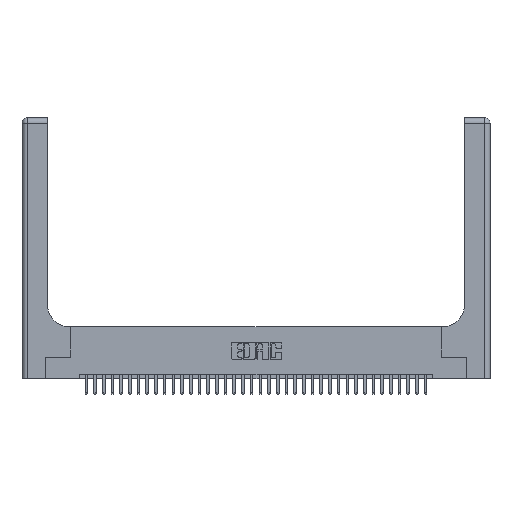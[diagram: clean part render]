
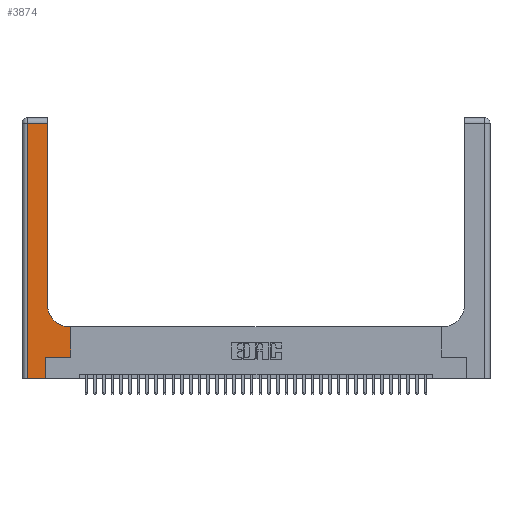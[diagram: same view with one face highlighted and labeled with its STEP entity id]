
A CAD part, top view. The second image highlights one B-rep face of the part: STEP entity #3874.
In plain terms, the highlighted planar face has unit normal (0, 0, 1).
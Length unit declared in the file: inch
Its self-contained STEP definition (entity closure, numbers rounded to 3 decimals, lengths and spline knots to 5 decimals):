
#203 = CARTESIAN_POINT ( 'NONE',  ( 0.2915, 2.94, 0.37 ) ) ;
#410 = DIRECTION ( 'NONE',  ( 0., 1., 0. ) ) ;
#610 = EDGE_CURVE ( 'NONE', #34927, #8001, #4197, .T. ) ;
#2624 = DIRECTION ( 'NONE',  ( -1., 0., 0. ) ) ;
#3318 = CARTESIAN_POINT ( 'NONE',  ( 0.06, 3., 0.37 ) ) ;
#3874 = ADVANCED_FACE ( 'NONE', ( #4550 ), #4827, .F. ) ;
#4197 = LINE ( 'NONE', #4689, #10433 ) ;
#4290 = ORIENTED_EDGE ( 'NONE', *, *, #610, .T. ) ;
#4550 = FACE_OUTER_BOUND ( 'NONE', #17646, .T. ) ;
#4575 = CARTESIAN_POINT ( 'NONE',  ( 0.269, 0., 0.37 ) ) ;
#4689 = CARTESIAN_POINT ( 'NONE',  ( 0., 2.94, 0.37 ) ) ;
#4743 = DIRECTION ( 'NONE',  ( 0., 0., -1. ) ) ;
#4827 = PLANE ( 'NONE',  #10535 ) ;
#4856 = EDGE_CURVE ( 'NONE', #32646, #27547, #5414, .T. ) ;
#4975 = CARTESIAN_POINT ( 'NONE',  ( 0.269, 0.25, 0.37 ) ) ;
#5414 = LINE ( 'NONE', #8629, #6250 ) ;
#5693 = LINE ( 'NONE', #17315, #7010 ) ;
#6250 = VECTOR ( 'NONE', #2624, 39.37008 ) ;
#7010 = VECTOR ( 'NONE', #410, 39.37008 ) ;
#7053 = DIRECTION ( 'NONE',  ( 0., 1., 0. ) ) ;
#7966 = CARTESIAN_POINT ( 'NONE',  ( 0.269, 0., 0.37 ) ) ;
#8001 = VERTEX_POINT ( 'NONE', #25510 ) ;
#8141 = ORIENTED_EDGE ( 'NONE', *, *, #4856, .T. ) ;
#8285 = CARTESIAN_POINT ( 'NONE',  ( 0.2915, 0.85, 0.37 ) ) ;
#8307 = EDGE_CURVE ( 'NONE', #23210, #24436, #29772, .T. ) ;
#8629 = CARTESIAN_POINT ( 'NONE',  ( 0.2915, 0.6, 0.37 ) ) ;
#8771 = ORIENTED_EDGE ( 'NONE', *, *, #8307, .T. ) ;
#9463 = VECTOR ( 'NONE', #16826, 39.37008 ) ;
#10433 = VECTOR ( 'NONE', #27891, 39.37008 ) ;
#10535 = AXIS2_PLACEMENT_3D ( 'NONE', #21887, #24930, #24781 ) ;
#10673 = ORIENTED_EDGE ( 'NONE', *, *, #30617, .T. ) ;
#12244 = VECTOR ( 'NONE', #7053, 39.37008 ) ;
#12841 = VECTOR ( 'NONE', #24486, 39.37008 ) ;
#12966 = CARTESIAN_POINT ( 'NONE',  ( 0.2915, 3., 0.37 ) ) ;
#13141 = EDGE_CURVE ( 'NONE', #27547, #18903, #20561, .T. ) ;
#14226 = ORIENTED_EDGE ( 'NONE', *, *, #22587, .T. ) ;
#15380 = LINE ( 'NONE', #4575, #12244 ) ;
#16621 = VECTOR ( 'NONE', #31617, 39.37008 ) ;
#16826 = DIRECTION ( 'NONE',  ( 1., 0., 0. ) ) ;
#17058 = CARTESIAN_POINT ( 'NONE',  ( 0., 0., 0.37 ) ) ;
#17086 = LINE ( 'NONE', #17058, #9463 ) ;
#17137 = ORIENTED_EDGE ( 'NONE', *, *, #13141, .T. ) ;
#17293 = EDGE_CURVE ( 'NONE', #24436, #32646, #5693, .T. ) ;
#17315 = CARTESIAN_POINT ( 'NONE',  ( 0.5585, 0.25, 0.37 ) ) ;
#17646 = EDGE_LOOP ( 'NONE', ( #14226, #4290, #10673, #25788, #31323, #8771, #33763, #8141, #17137 ) ) ;
#17813 = VECTOR ( 'NONE', #24707, 39.37008 ) ;
#18716 = CARTESIAN_POINT ( 'NONE',  ( 0.269, 0.25, 0.37 ) ) ;
#18903 = VERTEX_POINT ( 'NONE', #8285 ) ;
#20561 = CIRCLE ( 'NONE', #29365, 0.25 ) ;
#21412 = LINE ( 'NONE', #12966, #17813 ) ;
#21887 = CARTESIAN_POINT ( 'NONE',  ( 0., 3., 0.37 ) ) ;
#22587 = EDGE_CURVE ( 'NONE', #18903, #34927, #21412, .T. ) ;
#23210 = VERTEX_POINT ( 'NONE', #4975 ) ;
#24436 = VERTEX_POINT ( 'NONE', #32920 ) ;
#24486 = DIRECTION ( 'NONE',  ( 1., 0., 0. ) ) ;
#24707 = DIRECTION ( 'NONE',  ( 0., 1., 0. ) ) ;
#24781 = DIRECTION ( 'NONE',  ( -1., 0., 0. ) ) ;
#24930 = DIRECTION ( 'NONE',  ( 0., 0., -1. ) ) ;
#25411 = CARTESIAN_POINT ( 'NONE',  ( 0.06, 0., 0.37 ) ) ;
#25510 = CARTESIAN_POINT ( 'NONE',  ( 0.06, 2.94, 0.37 ) ) ;
#25788 = ORIENTED_EDGE ( 'NONE', *, *, #30569, .T. ) ;
#25897 = VERTEX_POINT ( 'NONE', #25411 ) ;
#27547 = VERTEX_POINT ( 'NONE', #34753 ) ;
#27832 = EDGE_CURVE ( 'NONE', #29184, #23210, #15380, .T. ) ;
#27891 = DIRECTION ( 'NONE',  ( -1., 0., 0. ) ) ;
#28408 = CARTESIAN_POINT ( 'NONE',  ( 0.5415, 0.85, 0.37 ) ) ;
#29184 = VERTEX_POINT ( 'NONE', #7966 ) ;
#29365 = AXIS2_PLACEMENT_3D ( 'NONE', #28408, #4743, #36294 ) ;
#29772 = LINE ( 'NONE', #18716, #12841 ) ;
#30001 = CARTESIAN_POINT ( 'NONE',  ( 0.5585, 0.6, 0.37 ) ) ;
#30569 = EDGE_CURVE ( 'NONE', #25897, #29184, #17086, .T. ) ;
#30617 = EDGE_CURVE ( 'NONE', #8001, #25897, #36273, .T. ) ;
#31323 = ORIENTED_EDGE ( 'NONE', *, *, #27832, .T. ) ;
#31617 = DIRECTION ( 'NONE',  ( 0., -1., 0. ) ) ;
#32646 = VERTEX_POINT ( 'NONE', #30001 ) ;
#32920 = CARTESIAN_POINT ( 'NONE',  ( 0.5585, 0.25, 0.37 ) ) ;
#33763 = ORIENTED_EDGE ( 'NONE', *, *, #17293, .T. ) ;
#34753 = CARTESIAN_POINT ( 'NONE',  ( 0.5415, 0.6, 0.37 ) ) ;
#34927 = VERTEX_POINT ( 'NONE', #203 ) ;
#36273 = LINE ( 'NONE', #3318, #16621 ) ;
#36294 = DIRECTION ( 'NONE',  ( 1., 0., 0. ) ) ;
